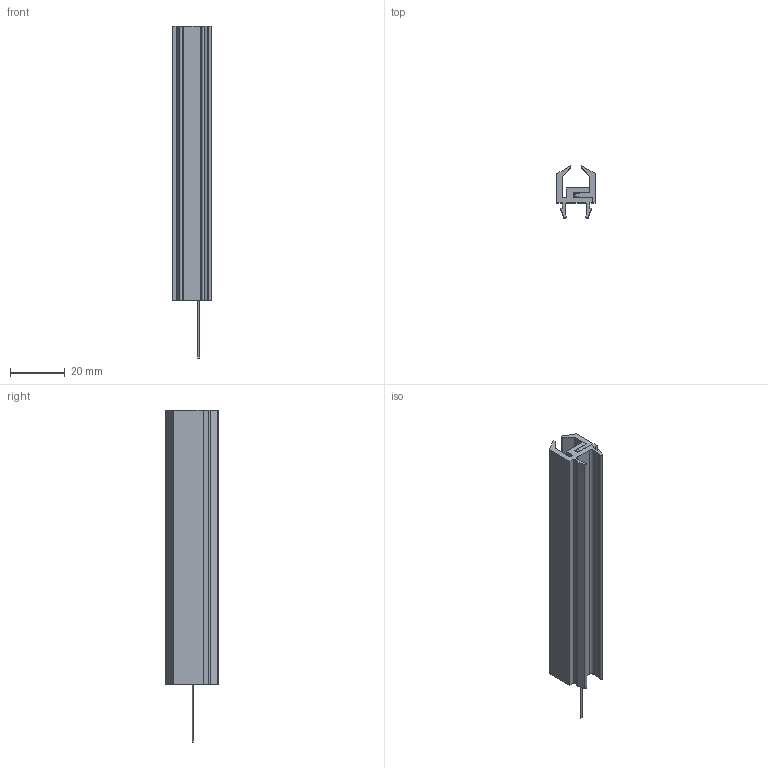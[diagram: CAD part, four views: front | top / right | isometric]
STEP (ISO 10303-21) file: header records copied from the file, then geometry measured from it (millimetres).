
FILE_DESCRIPTION(('Creo Elements/Direct Modeling STEP Export'),'2;1');
FILE_NAME('44.0320.2_Verglasungsprofil-MMS-44_2teilig-5mm.stp','2022-03-21T 9:01:38',(''),(''),'PTC Creo Elements/Direct Modeling STEP processor for AP214 (Solid Model)','PTC Creo Elements/Direct Modeling 19.0C 15-Aug-2015 (C) Parametric Technology GmbH','');
FILE_SCHEMA(('AUTOMOTIVE_DESIGN { 1 0 10303 214 1 1 1 1 }'));
Length unit declared in the file: millimetre
Products named in the file (3): H_PX175373_1_Teil-1; H_PX175374_1_Teil-2; Verglasungsprofil-MMS-44_2teilig-5mm_44.0320.2_PX175375
Assembly tree (2 placements, depth 2):
  Verglasungsprofil-MMS-44_2teilig-5mm_44.0320.2_PX175375
    H_PX175374_1_Teil-2
    H_PX175373_1_Teil-1
Bounding box: 14 x 19.04 x 121 mm (x, y, z)
Volume: 11315.1 mm3; surface area: 14160.1 mm2
Topology: 2 solids, 2 shells, 51 faces, 141 edges, 94 vertices
Faces by surface type: plane 46, cylinder 5
Entity records: 1676 total; most frequent: CARTESIAN_POINT 288, ORIENTED_EDGE 282, DIRECTION 258, EDGE_CURVE 141, VECTOR 130, LINE 130, VERTEX_POINT 94, AXIS2_PLACEMENT_3D 64
